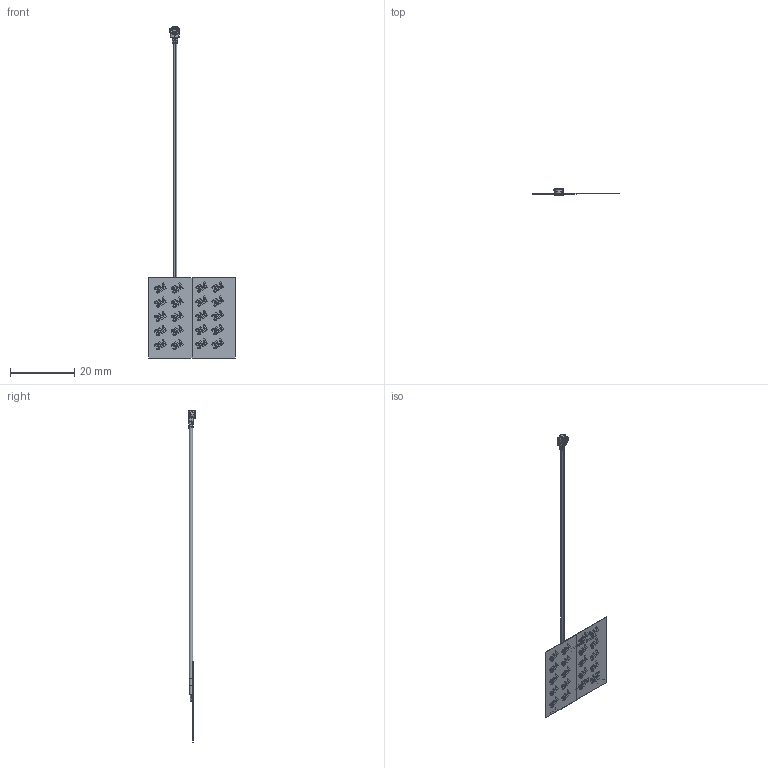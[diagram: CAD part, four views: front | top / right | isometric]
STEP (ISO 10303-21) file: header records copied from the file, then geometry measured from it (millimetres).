
FILE_DESCRIPTION (( 'STEP AP214' ), '1' );
FILE_NAME ('FXP70.07.0053A_Web.STEP', '2022-03-15T15:38:06', ( '' ), ( '' ), 'SwSTEP 2.0', 'SolidWorks 2018', '' );
FILE_SCHEMA (( 'AUTOMOTIVE_DESIGN' ));
Length unit declared in the file: millimetre
Products named in the file (1): FXP70.07.0053A_Web
Bounding box: 26.9 x 2 x 103.15 mm (x, y, z)
Surface area: 2092.5 mm2 (no closed solid volume)
Topology: 0 solids, 38 shells, 417 faces, 3431 edges, 2961 vertices
Faces by surface type: plane 276, cylinder 66, bspline 61, torus 14
Entity records: 45915 total; most frequent: CARTESIAN_POINT 20106, ORIENTED_EDGE 4154, EDGE_CURVE 3431, VERTEX_POINT 2961, DIRECTION 2951, VECTOR 1877, LINE 1877, B_SPLINE_CURVE_WITH_KNOTS 1362
